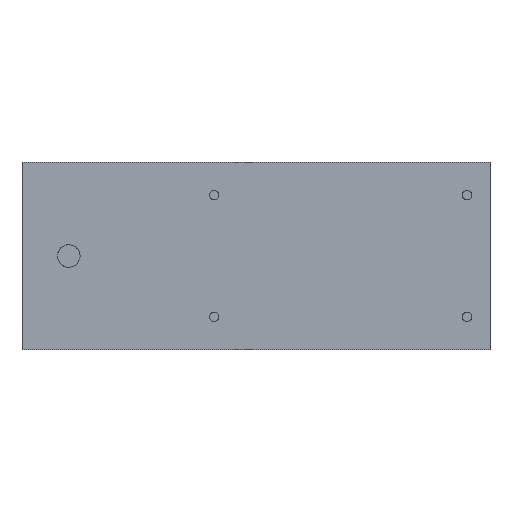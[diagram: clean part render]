
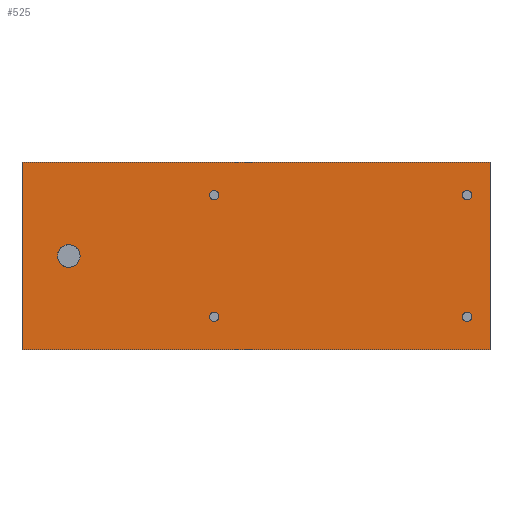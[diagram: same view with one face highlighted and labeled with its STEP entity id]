
A CAD part, front view. The second image highlights one B-rep face of the part: STEP entity #525.
In plain terms, the highlighted planar face has unit normal (0, -1, 0).
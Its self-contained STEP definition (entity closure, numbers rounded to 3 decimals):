
#13 = DIRECTION ( 'NONE',  ( 0., 0., 1. ) ) ;
#28 = DIRECTION ( 'NONE',  ( 0., 1., 0. ) ) ;
#82 = EDGE_CURVE ( 'NONE', #2445, #2405, #2618, .T. ) ;
#83 = VECTOR ( 'NONE', #348, 1000. ) ;
#97 = DIRECTION ( 'NONE',  ( 0., 0., 1. ) ) ;
#179 = VERTEX_POINT ( 'NONE', #1202 ) ;
#211 = VERTEX_POINT ( 'NONE', #3482 ) ;
#227 = CIRCLE ( 'NONE', #608, 2.5 ) ;
#273 = EDGE_CURVE ( 'NONE', #211, #2394, #227, .T. ) ;
#278 = CIRCLE ( 'NONE', #341, 2.5 ) ;
#301 = CIRCLE ( 'NONE', #1778, 2.5 ) ;
#341 = AXIS2_PLACEMENT_3D ( 'NONE', #3917, #700, #360 ) ;
#346 = DIRECTION ( 'NONE',  ( 0., 0., 1. ) ) ;
#348 = DIRECTION ( 'NONE',  ( -1., 0., 0. ) ) ;
#360 = DIRECTION ( 'NONE',  ( 0., 0., 1. ) ) ;
#376 = DIRECTION ( 'NONE',  ( 0., 1., 0. ) ) ;
#385 = VERTEX_POINT ( 'NONE', #2385 ) ;
#398 = DIRECTION ( 'NONE',  ( 0., 1., 0. ) ) ;
#443 = FACE_BOUND ( 'NONE', #2390, .T. ) ;
#492 = ORIENTED_EDGE ( 'NONE', *, *, #3300, .T. ) ;
#501 = DIRECTION ( 'NONE',  ( 0., 0., 1. ) ) ;
#525 = ADVANCED_FACE ( 'NONE', ( #1387, #443, #1668, #2392, #669, #4319 ), #2562, .F. ) ;
#537 = CARTESIAN_POINT ( 'NONE',  ( -100., 0., 6. ) ) ;
#571 = CARTESIAN_POINT ( 'NONE',  ( 125., 0., 50. ) ) ;
#608 = AXIS2_PLACEMENT_3D ( 'NONE', #643, #627, #2048 ) ;
#627 = DIRECTION ( 'NONE',  ( 0., 1., 0. ) ) ;
#643 = CARTESIAN_POINT ( 'NONE',  ( 112.724, 0., -32.5 ) ) ;
#669 = FACE_BOUND ( 'NONE', #2327, .T. ) ;
#700 = DIRECTION ( 'NONE',  ( 0., 1., 0. ) ) ;
#727 = CARTESIAN_POINT ( 'NONE',  ( -125., 0., 50. ) ) ;
#736 = ORIENTED_EDGE ( 'NONE', *, *, #4386, .T. ) ;
#788 = VERTEX_POINT ( 'NONE', #2058 ) ;
#798 = ORIENTED_EDGE ( 'NONE', *, *, #3689, .F. ) ;
#861 = CARTESIAN_POINT ( 'NONE',  ( 125., 0., 50. ) ) ;
#899 = CIRCLE ( 'NONE', #1207, 2.5 ) ;
#972 = EDGE_CURVE ( 'NONE', #1849, #179, #3564, .T. ) ;
#1009 = CARTESIAN_POINT ( 'NONE',  ( -22.276, 0., 30. ) ) ;
#1021 = DIRECTION ( 'NONE',  ( 0., 1., 0. ) ) ;
#1095 = CARTESIAN_POINT ( 'NONE',  ( -22.276, 0., 32.5 ) ) ;
#1186 = VERTEX_POINT ( 'NONE', #1009 ) ;
#1202 = CARTESIAN_POINT ( 'NONE',  ( 125., 0., -50. ) ) ;
#1207 = AXIS2_PLACEMENT_3D ( 'NONE', #1377, #4198, #2784 ) ;
#1234 = ORIENTED_EDGE ( 'NONE', *, *, #3293, .T. ) ;
#1272 = AXIS2_PLACEMENT_3D ( 'NONE', #2997, #2260, #1561 ) ;
#1275 = ORIENTED_EDGE ( 'NONE', *, *, #1961, .T. ) ;
#1292 = ORIENTED_EDGE ( 'NONE', *, *, #1388, .T. ) ;
#1377 = CARTESIAN_POINT ( 'NONE',  ( 112.724, 0., 32.5 ) ) ;
#1387 = FACE_BOUND ( 'NONE', #1940, .T. ) ;
#1388 = EDGE_CURVE ( 'NONE', #2394, #211, #278, .T. ) ;
#1409 = AXIS2_PLACEMENT_3D ( 'NONE', #4336, #2229, #97 ) ;
#1423 = EDGE_LOOP ( 'NONE', ( #1292, #1725 ) ) ;
#1540 = CARTESIAN_POINT ( 'NONE',  ( 0., 0., 0. ) ) ;
#1561 = DIRECTION ( 'NONE',  ( 0., 0., 1. ) ) ;
#1657 = CARTESIAN_POINT ( 'NONE',  ( -125., 0., -50. ) ) ;
#1668 = FACE_BOUND ( 'NONE', #2071, .T. ) ;
#1693 = CIRCLE ( 'NONE', #1409, 2.5 ) ;
#1705 = EDGE_CURVE ( 'NONE', #3269, #1849, #1810, .T. ) ;
#1710 = AXIS2_PLACEMENT_3D ( 'NONE', #3217, #398, #3894 ) ;
#1725 = ORIENTED_EDGE ( 'NONE', *, *, #273, .T. ) ;
#1729 = CARTESIAN_POINT ( 'NONE',  ( -22.276, 0., -32.5 ) ) ;
#1778 = AXIS2_PLACEMENT_3D ( 'NONE', #1729, #1021, #2119 ) ;
#1791 = CIRCLE ( 'NONE', #3506, 6. ) ;
#1810 = LINE ( 'NONE', #861, #2640 ) ;
#1849 = VERTEX_POINT ( 'NONE', #571 ) ;
#1863 = AXIS2_PLACEMENT_3D ( 'NONE', #1095, #28, #2872 ) ;
#1900 = DIRECTION ( 'NONE',  ( 0., 1., 0. ) ) ;
#1940 = EDGE_LOOP ( 'NONE', ( #492, #2774 ) ) ;
#1941 = VERTEX_POINT ( 'NONE', #3924 ) ;
#1961 = EDGE_CURVE ( 'NONE', #1186, #385, #4400, .T. ) ;
#2029 = CIRCLE ( 'NONE', #1863, 2.5 ) ;
#2048 = DIRECTION ( 'NONE',  ( 0., 0., 1. ) ) ;
#2058 = CARTESIAN_POINT ( 'NONE',  ( 112.724, 0., 35. ) ) ;
#2071 = EDGE_LOOP ( 'NONE', ( #3278, #1275 ) ) ;
#2075 = CARTESIAN_POINT ( 'NONE',  ( -125., 0., 50. ) ) ;
#2119 = DIRECTION ( 'NONE',  ( 0., 0., 1. ) ) ;
#2201 = CARTESIAN_POINT ( 'NONE',  ( 125., 0., -50. ) ) ;
#2229 = DIRECTION ( 'NONE',  ( 0., 1., 0. ) ) ;
#2260 = DIRECTION ( 'NONE',  ( 0., 1., 0. ) ) ;
#2264 = DIRECTION ( 'NONE',  ( 0., 1., 0. ) ) ;
#2278 = VERTEX_POINT ( 'NONE', #1657 ) ;
#2327 = EDGE_LOOP ( 'NONE', ( #4553, #736 ) ) ;
#2385 = CARTESIAN_POINT ( 'NONE',  ( -22.276, 0., 35. ) ) ;
#2390 = EDGE_LOOP ( 'NONE', ( #1234, #4477 ) ) ;
#2392 = FACE_BOUND ( 'NONE', #1423, .T. ) ;
#2394 = VERTEX_POINT ( 'NONE', #3519 ) ;
#2405 = VERTEX_POINT ( 'NONE', #4531 ) ;
#2410 = ORIENTED_EDGE ( 'NONE', *, *, #1705, .F. ) ;
#2445 = VERTEX_POINT ( 'NONE', #4192 ) ;
#2562 = PLANE ( 'NONE',  #3462 ) ;
#2618 = CIRCLE ( 'NONE', #3398, 2.5 ) ;
#2640 = VECTOR ( 'NONE', #3706, 1000. ) ;
#2648 = EDGE_CURVE ( 'NONE', #179, #2278, #3848, .T. ) ;
#2774 = ORIENTED_EDGE ( 'NONE', *, *, #2869, .T. ) ;
#2784 = DIRECTION ( 'NONE',  ( 0., 0., 1. ) ) ;
#2820 = CARTESIAN_POINT ( 'NONE',  ( -100., 0., 0. ) ) ;
#2869 = EDGE_CURVE ( 'NONE', #3399, #788, #1693, .T. ) ;
#2872 = DIRECTION ( 'NONE',  ( 0., 0., 1. ) ) ;
#2931 = DIRECTION ( 'NONE',  ( 0., 0., 1. ) ) ;
#2942 = VERTEX_POINT ( 'NONE', #537 ) ;
#2953 = CIRCLE ( 'NONE', #1272, 6. ) ;
#2997 = CARTESIAN_POINT ( 'NONE',  ( -100., 0., 0. ) ) ;
#3217 = CARTESIAN_POINT ( 'NONE',  ( -22.276, 0., 32.5 ) ) ;
#3269 = VERTEX_POINT ( 'NONE', #2075 ) ;
#3278 = ORIENTED_EDGE ( 'NONE', *, *, #3471, .T. ) ;
#3292 = VECTOR ( 'NONE', #13, 1000. ) ;
#3293 = EDGE_CURVE ( 'NONE', #2405, #2445, #301, .T. ) ;
#3300 = EDGE_CURVE ( 'NONE', #788, #3399, #899, .T. ) ;
#3398 = AXIS2_PLACEMENT_3D ( 'NONE', #4385, #2264, #501 ) ;
#3399 = VERTEX_POINT ( 'NONE', #3950 ) ;
#3462 = AXIS2_PLACEMENT_3D ( 'NONE', #1540, #1900, #2931 ) ;
#3471 = EDGE_CURVE ( 'NONE', #385, #1186, #2029, .T. ) ;
#3482 = CARTESIAN_POINT ( 'NONE',  ( 112.724, 0., -35. ) ) ;
#3506 = AXIS2_PLACEMENT_3D ( 'NONE', #2820, #376, #346 ) ;
#3519 = CARTESIAN_POINT ( 'NONE',  ( 112.724, 0., -30. ) ) ;
#3564 = LINE ( 'NONE', #3644, #4271 ) ;
#3644 = CARTESIAN_POINT ( 'NONE',  ( 125., 0., 50. ) ) ;
#3689 = EDGE_CURVE ( 'NONE', #2278, #3269, #4232, .T. ) ;
#3706 = DIRECTION ( 'NONE',  ( 1., 0., 0. ) ) ;
#3718 = DIRECTION ( 'NONE',  ( 0., 0., -1. ) ) ;
#3848 = LINE ( 'NONE', #2201, #83 ) ;
#3894 = DIRECTION ( 'NONE',  ( 0., 0., 1. ) ) ;
#3917 = CARTESIAN_POINT ( 'NONE',  ( 112.724, 0., -32.5 ) ) ;
#3924 = CARTESIAN_POINT ( 'NONE',  ( -100., 0., -6. ) ) ;
#3950 = CARTESIAN_POINT ( 'NONE',  ( 112.724, 0., 30. ) ) ;
#4084 = EDGE_CURVE ( 'NONE', #2942, #1941, #1791, .T. ) ;
#4158 = ORIENTED_EDGE ( 'NONE', *, *, #2648, .F. ) ;
#4192 = CARTESIAN_POINT ( 'NONE',  ( -22.276, 0., -35. ) ) ;
#4198 = DIRECTION ( 'NONE',  ( 0., 1., 0. ) ) ;
#4232 = LINE ( 'NONE', #727, #3292 ) ;
#4271 = VECTOR ( 'NONE', #3718, 1000. ) ;
#4319 = FACE_OUTER_BOUND ( 'NONE', #4536, .T. ) ;
#4336 = CARTESIAN_POINT ( 'NONE',  ( 112.724, 0., 32.5 ) ) ;
#4385 = CARTESIAN_POINT ( 'NONE',  ( -22.276, 0., -32.5 ) ) ;
#4386 = EDGE_CURVE ( 'NONE', #1941, #2942, #2953, .T. ) ;
#4391 = ORIENTED_EDGE ( 'NONE', *, *, #972, .F. ) ;
#4400 = CIRCLE ( 'NONE', #1710, 2.5 ) ;
#4477 = ORIENTED_EDGE ( 'NONE', *, *, #82, .T. ) ;
#4531 = CARTESIAN_POINT ( 'NONE',  ( -22.276, 0., -30. ) ) ;
#4536 = EDGE_LOOP ( 'NONE', ( #798, #4158, #4391, #2410 ) ) ;
#4553 = ORIENTED_EDGE ( 'NONE', *, *, #4084, .T. ) ;
